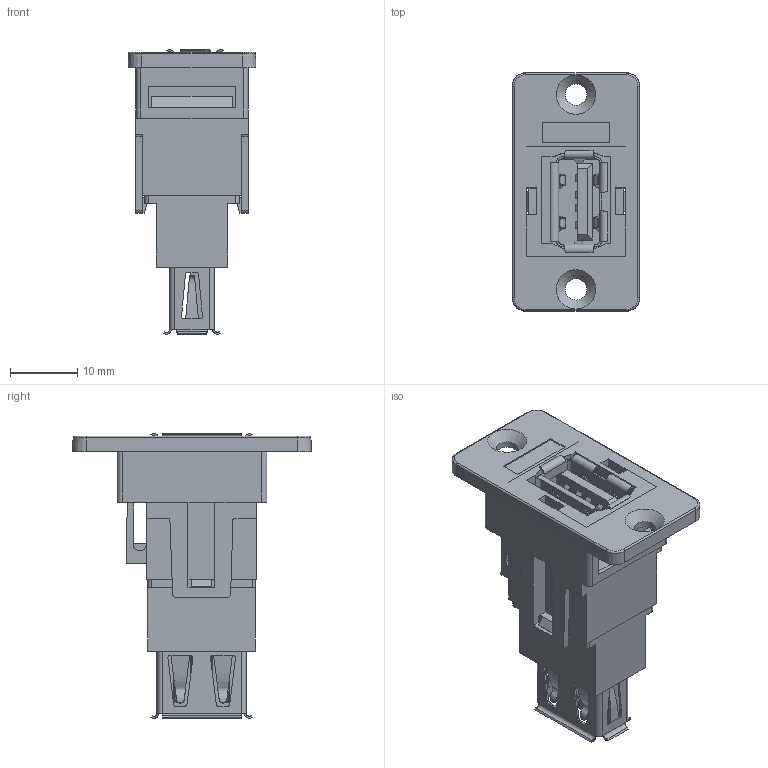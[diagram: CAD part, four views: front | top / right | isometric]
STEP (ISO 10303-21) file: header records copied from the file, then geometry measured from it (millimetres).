
FILE_DESCRIPTION(/* description */ (''),/* implementation_level */ '2;1');
FILE_NAME(/* name */ 'CP30605N USB3 A-A csk.stp',/* time_stamp */ '2021-04-29T13:00:28+01:00',/* author */ ('tottley'),/* organization */ (''),/* preprocessor_version */ 'ST-DEVELOPER v18',/* originating_system */ 'Autodesk Inventor 2020',/* authorisation */ '');
FILE_SCHEMA (('AUTOMOTIVE_DESIGN { 1 0 10303 214 3 1 1 }'));
Length unit declared in the file: millimetre
Products named in the file (1): Part1
Bounding box: 19 x 35.5 x 42.38 mm (x, y, z)
Surface area: 7994.6 mm2 (no closed solid volume)
Topology: 0 solids, 1 shells, 593 faces, 1658 edges, 1056 vertices
Faces by surface type: plane 357, cylinder 115, bspline 111, cone 6, torus 4
Full cylindrical faces by diameter (mm): 3.2 x2
Entity records: 36288 total; most frequent: CARTESIAN_POINT 20817, ORIENTED_EDGE 3326, DIRECTION 2715, EDGE_CURVE 1663, LINE 1245, VECTOR 1245, VERTEX_POINT 1056, AXIS2_PLACEMENT_3D 735
